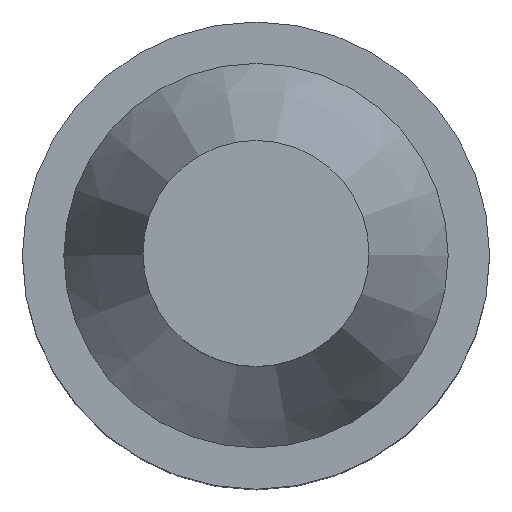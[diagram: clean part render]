
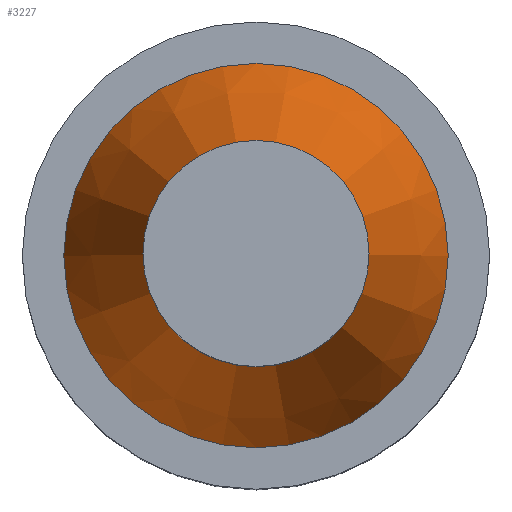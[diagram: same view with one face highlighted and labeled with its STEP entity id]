
A CAD part, top view. The second image highlights one B-rep face of the part: STEP entity #3227.
In plain terms, the highlighted conical face has half-angle 19.926 degrees and reference radius 5.5 mm.
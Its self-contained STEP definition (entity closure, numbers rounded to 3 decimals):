
#1033=FACE_BOUND($,#1410,.T.);
#1203=FACE_OUTER_BOUND($,#1409,.T.);
#1409=EDGE_LOOP($,(#3043));
#1410=EDGE_LOOP($,(#3044));
#1437=CIRCLE($,#3344,5.5);
#1438=CIRCLE($,#3346,12.75);
#1737=VERTEX_POINT($,#5807);
#1738=VERTEX_POINT($,#5810);
#2175=EDGE_CURVE($,#1737,#1737,#1437,.T.);
#2176=EDGE_CURVE($,#1738,#1738,#1438,.T.);
#3043=ORIENTED_EDGE($,*,*,#2175,.T.);
#3044=ORIENTED_EDGE($,*,*,#2176,.F.);
#3055=CONICAL_SURFACE($,#3345,5.5,19.926);
#3227=ADVANCED_FACE($,(#1203,#1033),#3055,.T.);
#3344=AXIS2_PLACEMENT_3D($,#5808,#3823,#3824);
#3345=AXIS2_PLACEMENT_3D($,#5809,#3825,#3826);
#3346=AXIS2_PLACEMENT_3D($,#5811,#3827,#3828);
#3823=DIRECTION('center_axis',(0.,0.,-1.));
#3824=DIRECTION('ref_axis',(-1.,0.,0.));
#3825=DIRECTION('center_axis',(0.,0.,-1.));
#3826=DIRECTION('ref_axis',(1.,0.,0.));
#3827=DIRECTION('center_axis',(0.,0.,-1.));
#3828=DIRECTION('ref_axis',(1.,0.,0.));
#5807=CARTESIAN_POINT('',(-5.5,0.,48.));
#5808=CARTESIAN_POINT('Origin',(0.,0.,48.));
#5809=CARTESIAN_POINT('Origin',(0.,0.,48.));
#5810=CARTESIAN_POINT('',(-12.75,0.,28.));
#5811=CARTESIAN_POINT('Origin',(0.,0.,28.));
